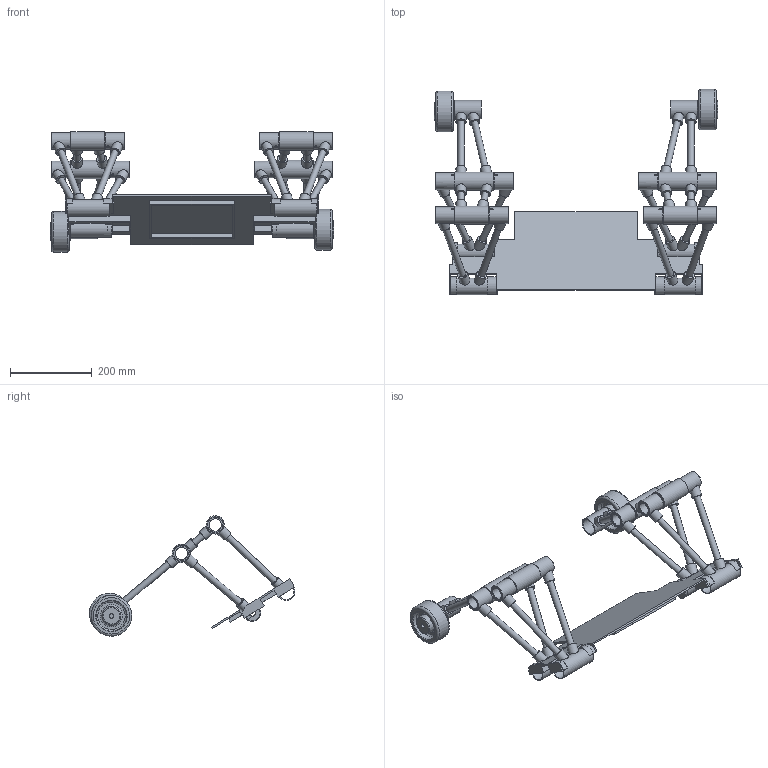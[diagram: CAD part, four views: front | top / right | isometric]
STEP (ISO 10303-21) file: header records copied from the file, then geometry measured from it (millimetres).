
FILE_DESCRIPTION(/* description */ (''),/* implementation_level */ '2;1');
FILE_NAME(/* name */ 'Robot2.stp',/* time_stamp */ '2024-02-23T12:56:05-05:00',/* author */ ('Martin'),/* organization */ (''),/* preprocessor_version */ 'ST-DEVELOPER v18.1',/* originating_system */ 'Autodesk Inventor 2021',/* authorisation */ '');
FILE_SCHEMA (('AUTOMOTIVE_DESIGN { 1 0 10303 214 3 1 1 }'));
Length unit declared in the file: millimetre
Products named in the file (18): Robot; ChasisCircuiteria; JuntaRodilla; SoporteMotor; Tubo1; Tubo2; EjeRodilla; Tubo3; Tubo4; JuntaRodilla_1; JuntaEjeCadera; EjeRodilla_1; JuntaEjeCadera_1; Tubo5; Tubo6; JuntaEjeCadera_2; JuntaEjeCadera_3; RODIZI
Assembly tree (41 placements, depth 2):
  Robot
    JuntaRodilla  x2
    SoporteMotor  x2
    Tubo1  x2
    Tubo2  x2
    EjeRodilla  x2
    JuntaEjeCadera  x4
    Tubo3  x2
    Tubo4  x2
    JuntaRodilla_1  x2
    JuntaEjeCadera_1  x4
    EjeRodilla_1  x2
    Tubo5  x4
    Tubo6  x4
    JuntaEjeCadera_2  x2
    JuntaEjeCadera_3  x2
    ChasisCircuiteria
    RODIZI  x2
Bounding box: 694.65 x 504.21 x 295.52 mm (x, y, z)
Volume: 2024057.3 mm3; surface area: 1142157.5 mm2
Topology: 41 solids, 41 shells, 496 faces, 1342 edges, 996 vertices
Faces by surface type: cylinder 248, plane 220, torus 20, cone 8
Full cylindrical faces by diameter (mm): 4 x12, 5.917 x36, 11.331 x2, 12.7 x16, 13 x2, 15.6 x12, 15.8 x36, 25 x32, 30 x4, 37 x4, 37.2 x12, 39 x6, 41 x12, 45 x6, 99.975 x2
Entity records: 11738 total; most frequent: CARTESIAN_POINT 3711, DIRECTION 1549, ORIENTED_EDGE 1464, EDGE_CURVE 732, AXIS2_PLACEMENT_3D 606, VERTEX_POINT 522, EDGE_LOOP 374, LINE 337
